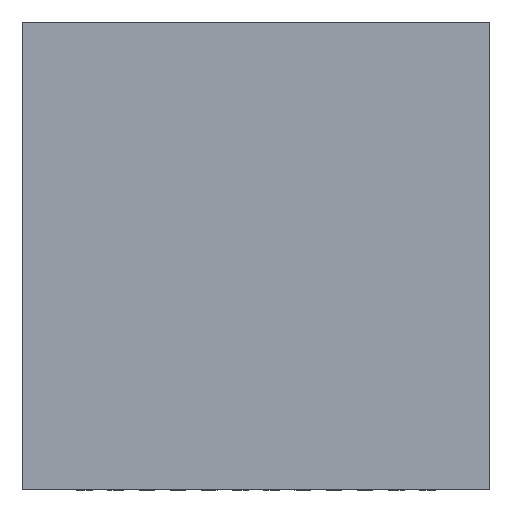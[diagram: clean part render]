
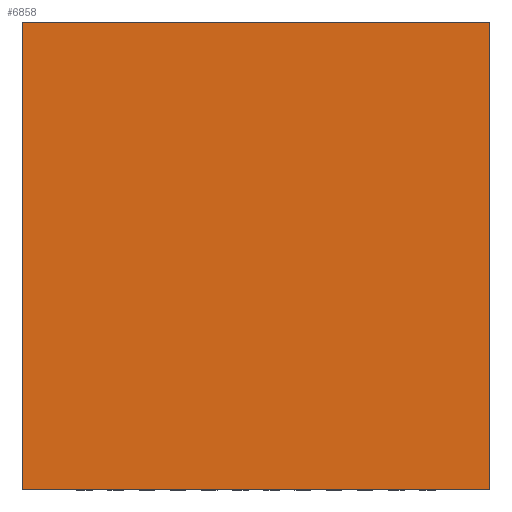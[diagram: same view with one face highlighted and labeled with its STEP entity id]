
A CAD part, top view. The second image highlights one B-rep face of the part: STEP entity #6858.
In plain terms, the highlighted planar face has unit normal (0, 0, 1).
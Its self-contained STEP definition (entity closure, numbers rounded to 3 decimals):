
#1833 = VERTEX_POINT('',#1834);
#1834 = CARTESIAN_POINT('',(0.,0.,0.8));
#1840 = EDGE_CURVE('',#1833,#1841,#1843,.T.);
#1841 = VERTEX_POINT('',#1842);
#1842 = CARTESIAN_POINT('',(6.,0.,0.8));
#1843 = LINE('',#1844,#1845);
#1844 = CARTESIAN_POINT('',(0.,0.,0.8));
#1845 = VECTOR('',#1846,1.);
#1846 = DIRECTION('',(1.,0.,0.));
#2910 = VERTEX_POINT('',#2911);
#2911 = CARTESIAN_POINT('',(0.,6.,0.8));
#2917 = EDGE_CURVE('',#1833,#2910,#2918,.T.);
#2918 = LINE('',#2919,#2920);
#2919 = CARTESIAN_POINT('',(0.,0.,0.8));
#2920 = VECTOR('',#2921,1.);
#2921 = DIRECTION('',(0.,1.,0.));
#4159 = EDGE_CURVE('',#2910,#4160,#4162,.T.);
#4160 = VERTEX_POINT('',#4161);
#4161 = CARTESIAN_POINT('',(6.,6.,0.8));
#4162 = LINE('',#4163,#4164);
#4163 = CARTESIAN_POINT('',(0.,6.,0.8));
#4164 = VECTOR('',#4165,1.);
#4165 = DIRECTION('',(1.,0.,0.));
#5406 = EDGE_CURVE('',#1841,#4160,#5407,.T.);
#5407 = LINE('',#5408,#5409);
#5408 = CARTESIAN_POINT('',(6.,0.,0.8));
#5409 = VECTOR('',#5410,1.);
#5410 = DIRECTION('',(0.,1.,0.));
#6858 = ADVANCED_FACE('',(#6859),#6865,.T.);
#6859 = FACE_BOUND('',#6860,.T.);
#6860 = EDGE_LOOP('',(#6861,#6862,#6863,#6864));
#6861 = ORIENTED_EDGE('',*,*,#2917,.F.);
#6862 = ORIENTED_EDGE('',*,*,#1840,.T.);
#6863 = ORIENTED_EDGE('',*,*,#5406,.T.);
#6864 = ORIENTED_EDGE('',*,*,#4159,.F.);
#6865 = PLANE('',#6866);
#6866 = AXIS2_PLACEMENT_3D('',#6867,#6868,#6869);
#6867 = CARTESIAN_POINT('',(0.,0.,0.8));
#6868 = DIRECTION('',(0.,0.,1.));
#6869 = DIRECTION('',(1.,0.,0.));
